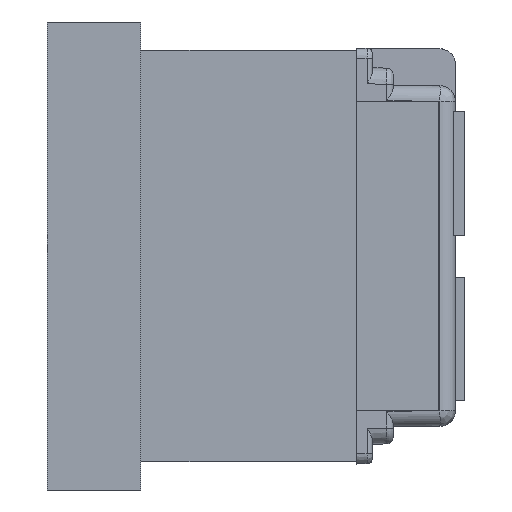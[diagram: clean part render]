
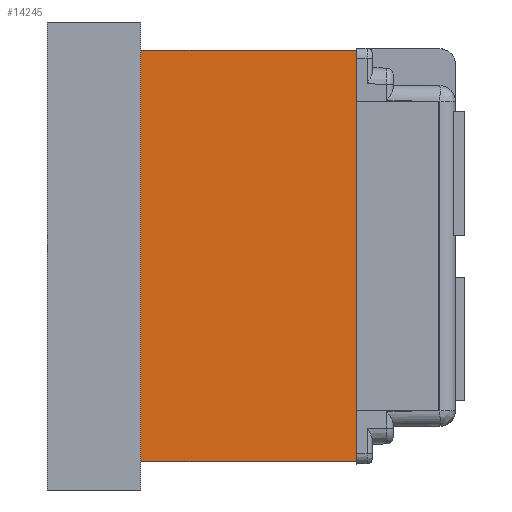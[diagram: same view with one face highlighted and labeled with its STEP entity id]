
A CAD part, left-side view. The second image highlights one B-rep face of the part: STEP entity #14245.
In plain terms, the highlighted planar face has unit normal (-1, 0, 0).
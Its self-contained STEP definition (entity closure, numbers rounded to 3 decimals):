
#160 = PLANE ( 'NONE',  #25231 ) ;
#1908 = VERTEX_POINT ( 'NONE', #9599 ) ;
#2317 = EDGE_CURVE ( 'NONE', #7579, #2961, #15869, .T. ) ;
#2538 = ORIENTED_EDGE ( 'NONE', *, *, #7082, .T. ) ;
#2961 = VERTEX_POINT ( 'NONE', #15773 ) ;
#3155 = VECTOR ( 'NONE', #23875, 1000. ) ;
#4160 = ORIENTED_EDGE ( 'NONE', *, *, #2317, .T. ) ;
#7082 = EDGE_CURVE ( 'NONE', #2961, #1908, #7678, .T. ) ;
#7579 = VERTEX_POINT ( 'NONE', #16575 ) ;
#7678 = LINE ( 'NONE', #16086, #3155 ) ;
#9599 = CARTESIAN_POINT ( 'NONE',  ( -42.3, -19.8, 9. ) ) ;
#10072 = FACE_OUTER_BOUND ( 'NONE', #22553, .T. ) ;
#10315 = CARTESIAN_POINT ( 'NONE',  ( -42.3, -19.8, 29.75 ) ) ;
#11375 = VECTOR ( 'NONE', #20113, 1000. ) ;
#11692 = VERTEX_POINT ( 'NONE', #10315 ) ;
#12096 = ORIENTED_EDGE ( 'NONE', *, *, #23551, .F. ) ;
#13642 = CARTESIAN_POINT ( 'NONE',  ( -42.3, -19.8, 29.75 ) ) ;
#14245 = ADVANCED_FACE ( 'NONE', ( #10072 ), #160, .F. ) ;
#15120 = ORIENTED_EDGE ( 'NONE', *, *, #21545, .F. ) ;
#15773 = CARTESIAN_POINT ( 'NONE',  ( -42.3, 19.8, 9. ) ) ;
#15869 = LINE ( 'NONE', #18373, #11375 ) ;
#16086 = CARTESIAN_POINT ( 'NONE',  ( -42.3, -19.8, 9. ) ) ;
#16498 = VECTOR ( 'NONE', #17217, 1000. ) ;
#16575 = CARTESIAN_POINT ( 'NONE',  ( -42.3, 19.8, 29.75 ) ) ;
#17072 = LINE ( 'NONE', #13642, #17727 ) ;
#17217 = DIRECTION ( 'NONE',  ( 0., 0., -1. ) ) ;
#17453 = DIRECTION ( 'NONE',  ( 0., -1., 0. ) ) ;
#17727 = VECTOR ( 'NONE', #17453, 1000. ) ;
#18373 = CARTESIAN_POINT ( 'NONE',  ( -42.3, 19.8, 29.75 ) ) ;
#18491 = DIRECTION ( 'NONE',  ( 1., 0., 0. ) ) ;
#20113 = DIRECTION ( 'NONE',  ( 0., 0., -1. ) ) ;
#20606 = DIRECTION ( 'NONE',  ( 0., 0., -1. ) ) ;
#21545 = EDGE_CURVE ( 'NONE', #7579, #11692, #17072, .T. ) ;
#22066 = CARTESIAN_POINT ( 'NONE',  ( -42.3, -19.8, 29.75 ) ) ;
#22553 = EDGE_LOOP ( 'NONE', ( #2538, #12096, #15120, #4160 ) ) ;
#22761 = LINE ( 'NONE', #23021, #16498 ) ;
#23021 = CARTESIAN_POINT ( 'NONE',  ( -42.3, -19.8, 29.75 ) ) ;
#23551 = EDGE_CURVE ( 'NONE', #11692, #1908, #22761, .T. ) ;
#23875 = DIRECTION ( 'NONE',  ( 0., -1., 0. ) ) ;
#25231 = AXIS2_PLACEMENT_3D ( 'NONE', #22066, #18491, #20606 ) ;
